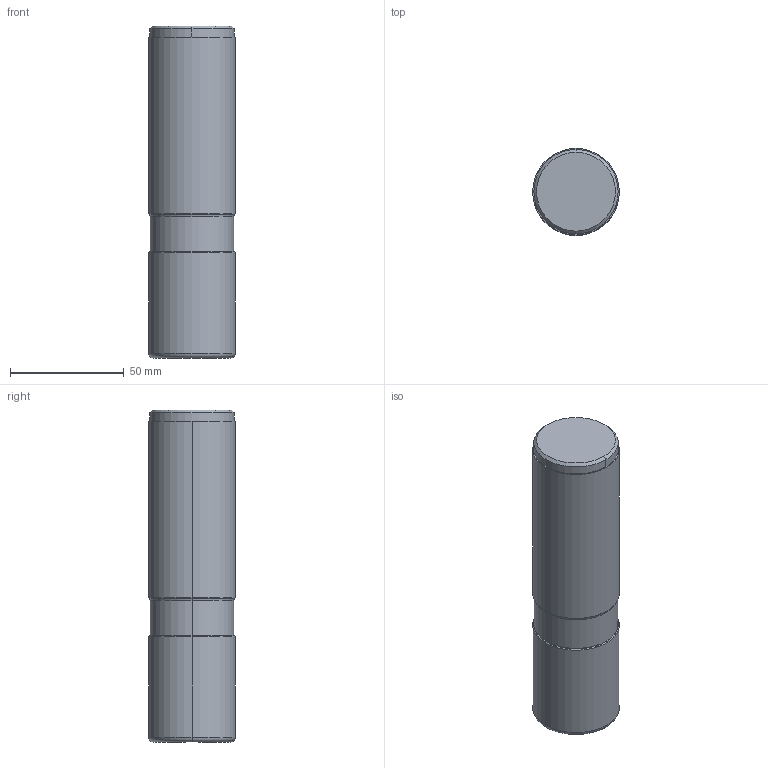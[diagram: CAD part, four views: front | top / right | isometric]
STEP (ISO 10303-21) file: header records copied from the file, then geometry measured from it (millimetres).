
FILE_DESCRIPTION(/* description */ (''),/* implementation_level */ '2;1');
FILE_NAME(/* name */ 'APX3KUR243FA24S18A15_IR0_079.stp',/* time_stamp */ '2021-09-08T11:44:39+09:00',/* author */ (''),/* organization */ (''),/* preprocessor_version */ 'ST-DEVELOPER v16',/* originating_system */ 'SIEMENS PLM Software NX 10.0',/* authorisation */ '');
FILE_SCHEMA (('AUTOMOTIVE_DESIGN { 1 0 10303 214 3 1 1 1 }'));
Length unit declared in the file: millimetre
Products named in the file (1): APX3KUR243FA24S18A15_IR0_079_ASM
Bounding box: 38.1 x 38.1 x 146.05 mm (x, y, z)
Volume: 189772.9 mm3; surface area: 29666.3 mm2
Topology: 2 solids, 2 shells, 77 faces, 185 edges, 145 vertices
Faces by surface type: torus 38, cone 16, cylinder 10, plane 7, revolution 6
Entity records: 2591 total; most frequent: CARTESIAN_POINT 548, DIRECTION 481, ORIENTED_EDGE 316, AXIS2_PLACEMENT_3D 221, EDGE_CURVE 158, CIRCLE 139, VERTEX_POINT 88, EDGE_LOOP 82
